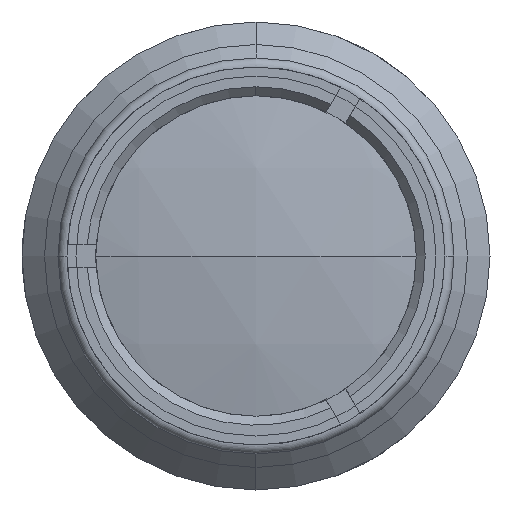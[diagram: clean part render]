
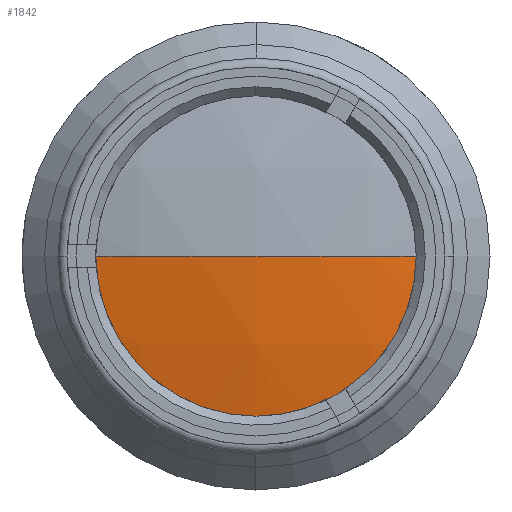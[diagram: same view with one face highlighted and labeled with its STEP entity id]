
A CAD part, left-side view. The second image highlights one B-rep face of the part: STEP entity #1842.
In plain terms, the highlighted spherical face has radius 87.5 mm.
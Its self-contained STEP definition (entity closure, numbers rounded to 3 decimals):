
#461 = CARTESIAN_POINT ( 'NONE',  ( 8.616, 0., 0. ) ) ;
#722 = DIRECTION ( 'NONE',  ( 0., -1., 0. ) ) ;
#932 = CARTESIAN_POINT ( 'NONE',  ( -78.884, 0., 0. ) ) ;
#1000 = CARTESIAN_POINT ( 'NONE',  ( -76.683, -19.5, 0. ) ) ;
#1361 = DIRECTION ( 'NONE',  ( -1., 0., 0. ) ) ;
#1386 = FACE_OUTER_BOUND ( 'NONE', #1650, .T. ) ;
#1387 = CIRCLE ( 'NONE', #2079, 19.5 ) ;
#1470 = DIRECTION ( 'NONE',  ( 0., 0., -1. ) ) ;
#1546 = ORIENTED_EDGE ( 'NONE', *, *, #3784, .F. ) ;
#1589 = VERTEX_POINT ( 'NONE', #1000 ) ;
#1637 = ORIENTED_EDGE ( 'NONE', *, *, #3749, .T. ) ;
#1650 = EDGE_LOOP ( 'NONE', ( #1820, #1637, #1546 ) ) ;
#1762 = DIRECTION ( 'NONE',  ( 0., 1., 0. ) ) ;
#1820 = ORIENTED_EDGE ( 'NONE', *, *, #3676, .T. ) ;
#1842 = ADVANCED_FACE ( 'NONE', ( #1386 ), #2657, .T. ) ;
#1934 = CARTESIAN_POINT ( 'NONE',  ( -76.683, 19.5, 0. ) ) ;
#2006 = AXIS2_PLACEMENT_3D ( 'NONE', #461, #2431, #722 ) ;
#2033 = AXIS2_PLACEMENT_3D ( 'NONE', #3431, #1470, #3791 ) ;
#2079 = AXIS2_PLACEMENT_3D ( 'NONE', #3274, #1361, #3654 ) ;
#2327 = CARTESIAN_POINT ( 'NONE',  ( 8.616, 0., 0. ) ) ;
#2431 = DIRECTION ( 'NONE',  ( 0., 0., 1. ) ) ;
#2657 = SPHERICAL_SURFACE ( 'NONE', #3011, 87.5 ) ;
#2737 = VERTEX_POINT ( 'NONE', #1934 ) ;
#3011 = AXIS2_PLACEMENT_3D ( 'NONE', #2327, #3740, #1762 ) ;
#3144 = CIRCLE ( 'NONE', #2033, 87.5 ) ;
#3274 = CARTESIAN_POINT ( 'NONE',  ( -76.683, 0., 0. ) ) ;
#3431 = CARTESIAN_POINT ( 'NONE',  ( 8.616, 0., 0. ) ) ;
#3654 = DIRECTION ( 'NONE',  ( 0., 0., 1. ) ) ;
#3676 = EDGE_CURVE ( 'NONE', #2737, #1589, #1387, .T. ) ;
#3740 = DIRECTION ( 'NONE',  ( 0., 0., -1. ) ) ;
#3749 = EDGE_CURVE ( 'NONE', #1589, #3751, #3144, .T. ) ;
#3751 = VERTEX_POINT ( 'NONE', #932 ) ;
#3762 = CIRCLE ( 'NONE', #2006, 87.5 ) ;
#3784 = EDGE_CURVE ( 'NONE', #2737, #3751, #3762, .T. ) ;
#3791 = DIRECTION ( 'NONE',  ( 0., 1., 0. ) ) ;
